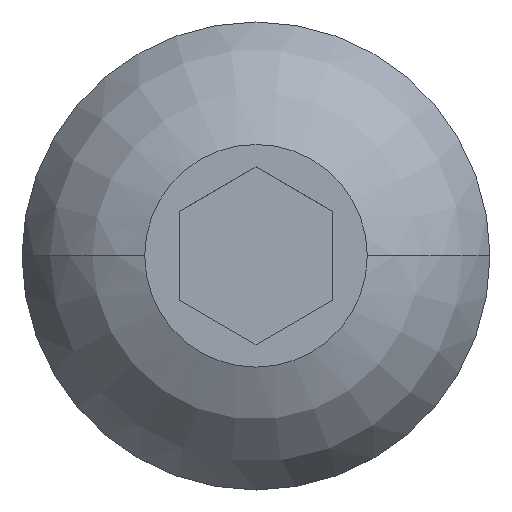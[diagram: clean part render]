
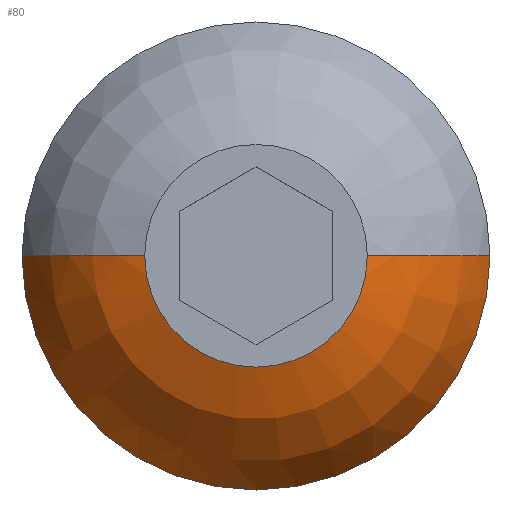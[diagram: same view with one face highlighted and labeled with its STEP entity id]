
A CAD part, top view. The second image highlights one B-rep face of the part: STEP entity #80.
In plain terms, the highlighted toroidal (fillet/blend) face has major radius 1.062 mm and minor radius 2.913 mm.
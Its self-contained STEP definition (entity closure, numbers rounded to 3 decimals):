
#48 = AXIS2_PLACEMENT_3D ( 'NONE', #146, #761, #316 ) ;
#55 = VERTEX_POINT ( 'NONE', #69 ) ;
#69 = CARTESIAN_POINT ( 'NONE',  ( -1.808, 0., 2.2 ) ) ;
#80 = ADVANCED_FACE ( 'NONE', ( #103 ), #128, .T. ) ;
#89 = DIRECTION ( 'NONE',  ( 0., 0., 1. ) ) ;
#100 = AXIS2_PLACEMENT_3D ( 'NONE', #182, #173, #285 ) ;
#103 = FACE_OUTER_BOUND ( 'NONE', #482, .T. ) ;
#116 = CIRCLE ( 'NONE', #669, 2.913 ) ;
#128 = TOROIDAL_SURFACE ( 'NONE', #100, 1.062, 2.913 ) ;
#142 = CARTESIAN_POINT ( 'NONE',  ( -3.8, 0., 0.38 ) ) ;
#146 = CARTESIAN_POINT ( 'NONE',  ( 1.062, 0., -0.616 ) ) ;
#173 = DIRECTION ( 'NONE',  ( 0., 0., -1. ) ) ;
#182 = CARTESIAN_POINT ( 'NONE',  ( 0., 0., -0.616 ) ) ;
#197 = CIRCLE ( 'NONE', #732, 3.8 ) ;
#244 = DIRECTION ( 'NONE',  ( -1., 0., 0. ) ) ;
#283 = EDGE_CURVE ( 'NONE', #55, #754, #116, .T. ) ;
#285 = DIRECTION ( 'NONE',  ( -1., 0., 0. ) ) ;
#287 = VERTEX_POINT ( 'NONE', #678 ) ;
#299 = CARTESIAN_POINT ( 'NONE',  ( -1.062, 0., -0.616 ) ) ;
#316 = DIRECTION ( 'NONE',  ( -1., 0., 0. ) ) ;
#332 = CARTESIAN_POINT ( 'NONE',  ( 3.8, 0., 0.38 ) ) ;
#361 = CIRCLE ( 'NONE', #48, 2.913 ) ;
#366 = DIRECTION ( 'NONE',  ( 0., -1., 0. ) ) ;
#367 = EDGE_CURVE ( 'NONE', #287, #523, #361, .T. ) ;
#376 = ORIENTED_EDGE ( 'NONE', *, *, #684, .F. ) ;
#377 = CARTESIAN_POINT ( 'NONE',  ( 0., 0., 2.2 ) ) ;
#435 = ORIENTED_EDGE ( 'NONE', *, *, #283, .T. ) ;
#482 = EDGE_LOOP ( 'NONE', ( #533, #376, #435, #760 ) ) ;
#500 = DIRECTION ( 'NONE',  ( -1., 0., 0. ) ) ;
#523 = VERTEX_POINT ( 'NONE', #332 ) ;
#533 = ORIENTED_EDGE ( 'NONE', *, *, #367, .F. ) ;
#548 = AXIS2_PLACEMENT_3D ( 'NONE', #377, #89, #500 ) ;
#560 = DIRECTION ( 'NONE',  ( 0., 0., -1. ) ) ;
#619 = DIRECTION ( 'NONE',  ( 0., 0., -1. ) ) ;
#633 = EDGE_CURVE ( 'NONE', #523, #754, #197, .T. ) ;
#669 = AXIS2_PLACEMENT_3D ( 'NONE', #299, #366, #560 ) ;
#678 = CARTESIAN_POINT ( 'NONE',  ( 1.808, 0., 2.2 ) ) ;
#684 = EDGE_CURVE ( 'NONE', #55, #287, #737, .T. ) ;
#732 = AXIS2_PLACEMENT_3D ( 'NONE', #756, #619, #244 ) ;
#737 = CIRCLE ( 'NONE', #548, 1.808 ) ;
#754 = VERTEX_POINT ( 'NONE', #142 ) ;
#756 = CARTESIAN_POINT ( 'NONE',  ( 0., 0., 0.38 ) ) ;
#760 = ORIENTED_EDGE ( 'NONE', *, *, #633, .F. ) ;
#761 = DIRECTION ( 'NONE',  ( 0., 1., 0. ) ) ;
